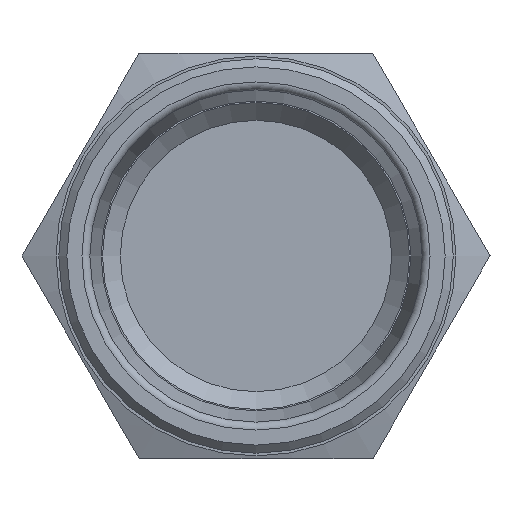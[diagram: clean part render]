
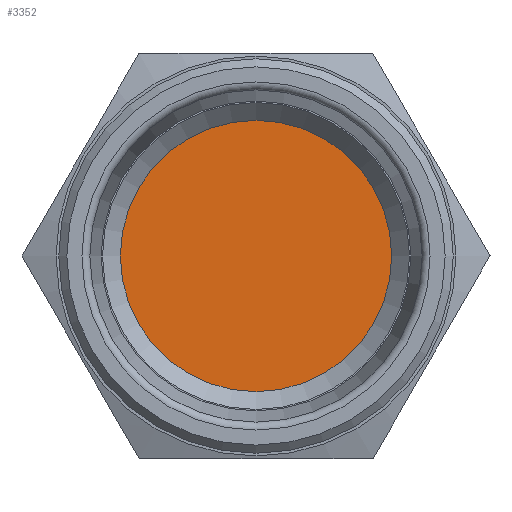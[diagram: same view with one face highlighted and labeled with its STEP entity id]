
A CAD part, left-side view. The second image highlights one B-rep face of the part: STEP entity #3352.
In plain terms, the highlighted planar face has unit normal (-1, 0, 0).
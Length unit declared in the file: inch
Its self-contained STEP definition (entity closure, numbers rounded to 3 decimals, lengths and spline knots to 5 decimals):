
#3329=CARTESIAN_POINT('',(0.625,0.0,0.251));
#3330=VERTEX_POINT('',#3329);
#3331=CARTESIAN_POINT('',(0.625,0.0,0.0));
#3332=DIRECTION('',(-1.0,0.0,0.0));
#3333=DIRECTION('',(0.0,0.0,1.0));
#3334=AXIS2_PLACEMENT_3D('',#3331,#3332,#3333);
#3335=CIRCLE('',#3334,0.251);
#3336=EDGE_CURVE('',#3330,#3330,#3335,.T.);
#3344=CARTESIAN_POINT('',(0.625,0.251,0.0));
#3345=DIRECTION('',(1.0,0.0,0.0));
#3346=DIRECTION('',(0.0,0.0,-1.0));
#3347=AXIS2_PLACEMENT_3D('',#3344,#3345,#3346);
#3348=PLANE('',#3347);
#3349=ORIENTED_EDGE('',*,*,#3336,.T.);
#3350=EDGE_LOOP('',(#3349));
#3351=FACE_OUTER_BOUND('',#3350,.T.);
#3352=ADVANCED_FACE('',(#3351),#3348,.F.);
